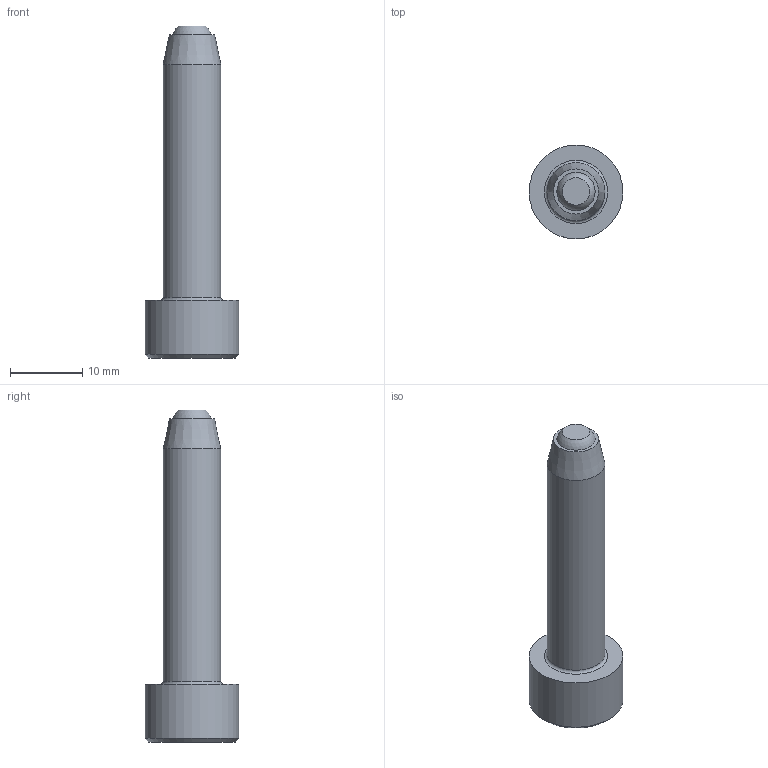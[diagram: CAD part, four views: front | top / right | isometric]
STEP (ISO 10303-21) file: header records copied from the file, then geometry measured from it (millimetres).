
FILE_DESCRIPTION( ( 'Unknown' ), '1' );
FILE_NAME( 'PT17C-0840.stp', 'Unknown', ( 'Unknown' ), ( 'Unknown' ), 'XStep 1.0', 'Unknown', ' ' );
FILE_SCHEMA( ( 'CONFIG_CONTROL_DESIGN' ) );
Length unit declared in the file: millimetre
Products named in the file (1): 1
Bounding box: 13 x 13 x 46 mm (x, y, z)
Volume: 2760.8 mm3; surface area: 1564.7 mm2
Topology: 1 solids, 1 shells, 17 faces, 35 edges, 23 vertices
Faces by surface type: plane 11, cone 2, cylinder 2, sphere 1, torus 1
Full cylindrical faces by diameter (mm): 8 x1, 13 x1
Entity records: 446 total; most frequent: DIRECTION 72, CARTESIAN_POINT 66, ORIENTED_EDGE 54, AXIS2_PLACEMENT_3D 27, EDGE_CURVE 27, EDGE_LOOP 26, FACE_OUTER_BOUND 21, VERTEX_POINT 21
